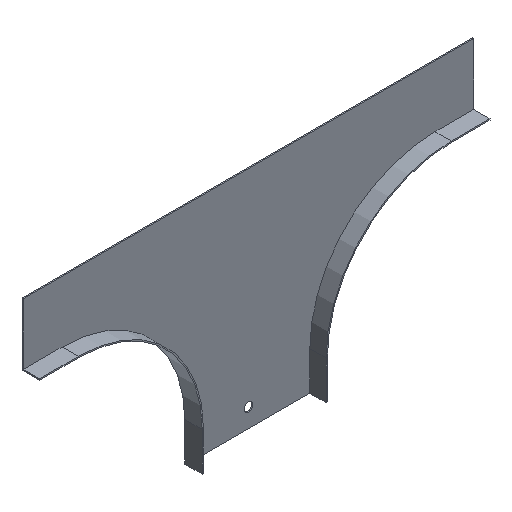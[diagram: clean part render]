
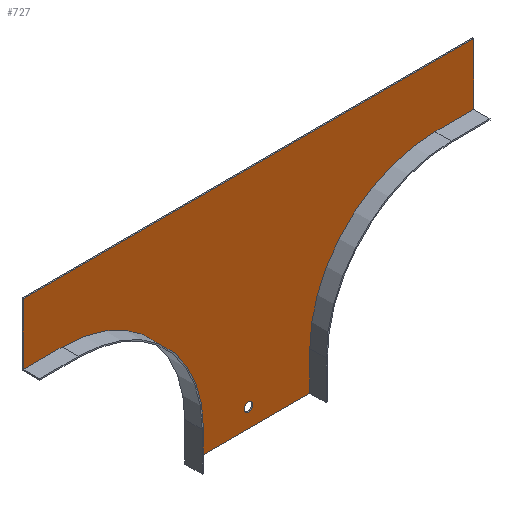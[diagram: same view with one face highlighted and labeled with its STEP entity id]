
A CAD part, isometric view. The second image highlights one B-rep face of the part: STEP entity #727.
In plain terms, the highlighted planar face has unit normal (0, -1, 0).
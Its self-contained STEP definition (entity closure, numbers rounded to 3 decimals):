
#23 = CARTESIAN_POINT ( 'NONE',  ( -49., 0., -149. ) ) ;
#25 = CARTESIAN_POINT ( 'NONE',  ( -180., 0., 0. ) ) ;
#26 = CARTESIAN_POINT ( 'NONE',  ( 49., 0., -180. ) ) ;
#32 = CARTESIAN_POINT ( 'NONE',  ( 180., 0., 0. ) ) ;
#36 = CARTESIAN_POINT ( 'NONE',  ( 49., 0., -149. ) ) ;
#39 = CARTESIAN_POINT ( 'NONE',  ( 149., 0., -49. ) ) ;
#42 = CARTESIAN_POINT ( 'NONE',  ( -180., 0., -49. ) ) ;
#49 = CARTESIAN_POINT ( 'NONE',  ( -49., 0., -180. ) ) ;
#53 = CARTESIAN_POINT ( 'NONE',  ( 180., 0., -49. ) ) ;
#59 = CARTESIAN_POINT ( 'NONE',  ( -149., 0., -49. ) ) ;
#74 = DIRECTION ( 'NONE',  ( 0., 0., 1. ) ) ;
#92 = CARTESIAN_POINT ( 'NONE',  ( -49., 0., -149. ) ) ;
#95 = DIRECTION ( 'NONE',  ( 1., 0., 0. ) ) ;
#97 = CARTESIAN_POINT ( 'NONE',  ( -149., 0., -49. ) ) ;
#103 = DIRECTION ( 'NONE',  ( 0., 0., -1. ) ) ;
#104 = DIRECTION ( 'NONE',  ( 0., -1., 0. ) ) ;
#105 = DIRECTION ( 'NONE',  ( 0., 1., 0. ) ) ;
#106 = CARTESIAN_POINT ( 'NONE',  ( -149., 0., -149. ) ) ;
#107 = CARTESIAN_POINT ( 'NONE',  ( 50., 0., -180. ) ) ;
#109 = CARTESIAN_POINT ( 'NONE',  ( 149., 0., -149. ) ) ;
#111 = CARTESIAN_POINT ( 'NONE',  ( 180., 0., 0. ) ) ;
#112 = DIRECTION ( 'NONE',  ( 0., 0., 1. ) ) ;
#113 = CARTESIAN_POINT ( 'NONE',  ( 49., 0., -149. ) ) ;
#116 = DIRECTION ( 'NONE',  ( -1., 0., 0. ) ) ;
#119 = DIRECTION ( 'NONE',  ( 0., 0., -1. ) ) ;
#120 = DIRECTION ( 'NONE',  ( 0., 0., -1. ) ) ;
#123 = ORIENTED_EDGE ( 'NONE', *, *, #283, .T. ) ;
#124 = ORIENTED_EDGE ( 'NONE', *, *, #303, .T. ) ;
#125 = ORIENTED_EDGE ( 'NONE', *, *, #284, .F. ) ;
#126 = ORIENTED_EDGE ( 'NONE', *, *, #281, .F. ) ;
#127 = ORIENTED_EDGE ( 'NONE', *, *, #263, .F. ) ;
#129 = ORIENTED_EDGE ( 'NONE', *, *, #273, .F. ) ;
#130 = ORIENTED_EDGE ( 'NONE', *, *, #289, .F. ) ;
#165 = ORIENTED_EDGE ( 'NONE', *, *, #277, .T. ) ;
#173 = ORIENTED_EDGE ( 'NONE', *, *, #290, .F. ) ;
#179 = DIRECTION ( 'NONE',  ( 0., -1., 0. ) ) ;
#180 = CARTESIAN_POINT ( 'NONE',  ( -149., 0., -149. ) ) ;
#181 = DIRECTION ( 'NONE',  ( 0., 0., -1. ) ) ;
#183 = PLANE ( 'NONE',  #538 ) ;
#249 = CARTESIAN_POINT ( 'NONE',  ( 0., 0., -168.5 ) ) ;
#263 = EDGE_CURVE ( 'NONE', #677, #702, #697, .T. ) ;
#273 = EDGE_CURVE ( 'NONE', #618, #677, #426, .T. ) ;
#277 = EDGE_CURVE ( 'NONE', #319, #319, #418, .T. ) ;
#281 = EDGE_CURVE ( 'NONE', #702, #688, #412, .T. ) ;
#283 = EDGE_CURVE ( 'NONE', #692, #690, #408, .T. ) ;
#284 = EDGE_CURVE ( 'NONE', #688, #661, #410, .T. ) ;
#288 = EDGE_CURVE ( 'NONE', #701, #692, #399, .T. ) ;
#289 = EDGE_CURVE ( 'NONE', #712, #618, #397, .T. ) ;
#290 = EDGE_CURVE ( 'NONE', #701, #674, #403, .T. ) ;
#294 = EDGE_CURVE ( 'NONE', #674, #712, #388, .T. ) ;
#303 = EDGE_CURVE ( 'NONE', #690, #661, #372, .T. ) ;
#319 = VERTEX_POINT ( 'NONE', #249 ) ;
#333 = FACE_OUTER_BOUND ( 'NONE', #624, .T. ) ;
#336 = FACE_BOUND ( 'NONE', #600, .T. ) ;
#369 = VECTOR ( 'NONE', #95, 1000. ) ;
#372 = LINE ( 'NONE', #97, #369 ) ;
#385 = VECTOR ( 'NONE', #74, 1000. ) ;
#388 = LINE ( 'NONE', #92, #385 ) ;
#393 = VECTOR ( 'NONE', #116, 1000. ) ;
#396 = VECTOR ( 'NONE', #112, 1000. ) ;
#397 = CIRCLE ( 'NONE', #520, 100. ) ;
#399 = LINE ( 'NONE', #113, #396 ) ;
#403 = LINE ( 'NONE', #107, #393 ) ;
#404 = VECTOR ( 'NONE', #119, 1000. ) ;
#408 = CIRCLE ( 'NONE', #525, 100. ) ;
#409 = VECTOR ( 'NONE', #545, 1000. ) ;
#410 = LINE ( 'NONE', #111, #404 ) ;
#412 = LINE ( 'NONE', #546, #409 ) ;
#418 = CIRCLE ( 'NONE', #484, 3.5 ) ;
#423 = VECTOR ( 'NONE', #560, 1000. ) ;
#426 = LINE ( 'NONE', #561, #423 ) ;
#484 = AXIS2_PLACEMENT_3D ( 'NONE', #552, #551, #550 ) ;
#520 = AXIS2_PLACEMENT_3D ( 'NONE', #106, #104, #103 ) ;
#525 = AXIS2_PLACEMENT_3D ( 'NONE', #109, #105, #120 ) ;
#538 = AXIS2_PLACEMENT_3D ( 'NONE', #180, #179, #181 ) ;
#545 = DIRECTION ( 'NONE',  ( 1., 0., 0. ) ) ;
#546 = CARTESIAN_POINT ( 'NONE',  ( -180., 0., 0. ) ) ;
#550 = DIRECTION ( 'NONE',  ( 0., 0., -1. ) ) ;
#551 = DIRECTION ( 'NONE',  ( 0., 1., 0. ) ) ;
#552 = CARTESIAN_POINT ( 'NONE',  ( 0., 0., -165. ) ) ;
#560 = DIRECTION ( 'NONE',  ( -1., 0., 0. ) ) ;
#561 = CARTESIAN_POINT ( 'NONE',  ( -149., 0., -49. ) ) ;
#583 = DIRECTION ( 'NONE',  ( 0., 0., 1. ) ) ;
#588 = CARTESIAN_POINT ( 'NONE',  ( -180., 0., 0. ) ) ;
#600 = EDGE_LOOP ( 'NONE', ( #165 ) ) ;
#608 = ORIENTED_EDGE ( 'NONE', *, *, #294, .F. ) ;
#618 = VERTEX_POINT ( 'NONE', #59 ) ;
#624 = EDGE_LOOP ( 'NONE', ( #608, #173, #636, #123, #124, #125, #126, #127, #129, #130 ) ) ;
#634 = VECTOR ( 'NONE', #583, 1000. ) ;
#636 = ORIENTED_EDGE ( 'NONE', *, *, #288, .T. ) ;
#661 = VERTEX_POINT ( 'NONE', #53 ) ;
#674 = VERTEX_POINT ( 'NONE', #49 ) ;
#677 = VERTEX_POINT ( 'NONE', #42 ) ;
#688 = VERTEX_POINT ( 'NONE', #32 ) ;
#690 = VERTEX_POINT ( 'NONE', #39 ) ;
#692 = VERTEX_POINT ( 'NONE', #36 ) ;
#697 = LINE ( 'NONE', #588, #634 ) ;
#701 = VERTEX_POINT ( 'NONE', #26 ) ;
#702 = VERTEX_POINT ( 'NONE', #25 ) ;
#712 = VERTEX_POINT ( 'NONE', #23 ) ;
#727 = ADVANCED_FACE ( 'NONE', ( #336, #333 ), #183, .T. ) ;
